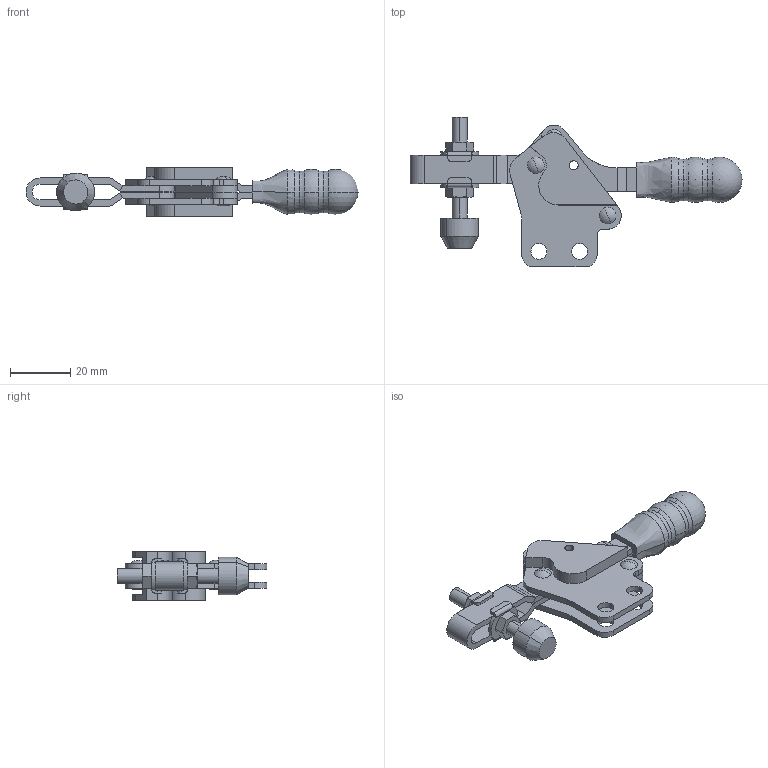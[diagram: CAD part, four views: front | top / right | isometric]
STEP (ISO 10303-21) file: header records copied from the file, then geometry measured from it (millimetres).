
FILE_DESCRIPTION (( 'STEP AP214' ), '1' );
FILE_NAME ('GH-20751-B(Â²¤Æ).STEP', '2020-07-14T01:50:24', ( 'LinWei' ), ( '' ), 'SwSTEP 2.0', 'SolidWorks 2016', '' );
FILE_SCHEMA (( 'AUTOMOTIVE_DESIGN' ));
Length unit declared in the file: millimetre
Products named in the file (6): GH-20751-B 壓把-1^GH-20751-B(簡化); Group5^GH-20751-B(簡化); Group4^GH-20751-B(簡化); Group2^GH-20751-B(簡化); Group1^GH-20751-B(簡化); GH-20751-B(簡化)
Assembly tree (5 placements, depth 2):
  GH-20751-B(簡化)
    Group1^GH-20751-B(簡化)
    Group2^GH-20751-B(簡化)
    Group4^GH-20751-B(簡化)
    Group5^GH-20751-B(簡化)
    GH-20751-B 壓把-1^GH-20751-B(簡化)
Bounding box: 110.1 x 49.65 x 16 mm (x, y, z)
Volume: 16614.1 mm3; surface area: 14410.8 mm2
Topology: 5 solids, 5 shells, 320 faces, 837 edges, 539 vertices
Faces by surface type: plane 133, cylinder 129, cone 26, torus 16, sphere 14, bspline 2
Entity records: 11986 total; most frequent: CARTESIAN_POINT 2938, DIRECTION 1766, ORIENTED_EDGE 1646, EDGE_CURVE 823, AXIS2_PLACEMENT_3D 675, VERTEX_POINT 531, LINE 416, VECTOR 416
